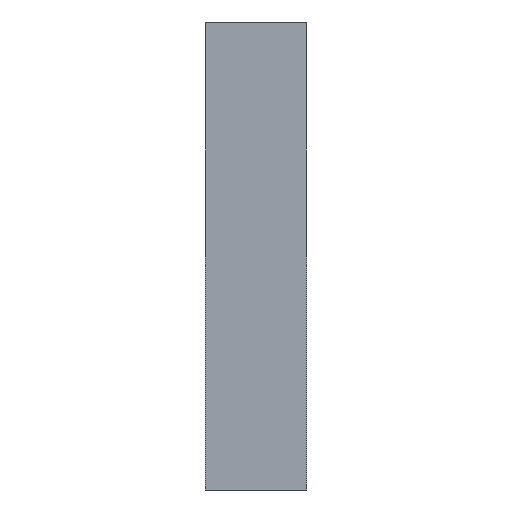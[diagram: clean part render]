
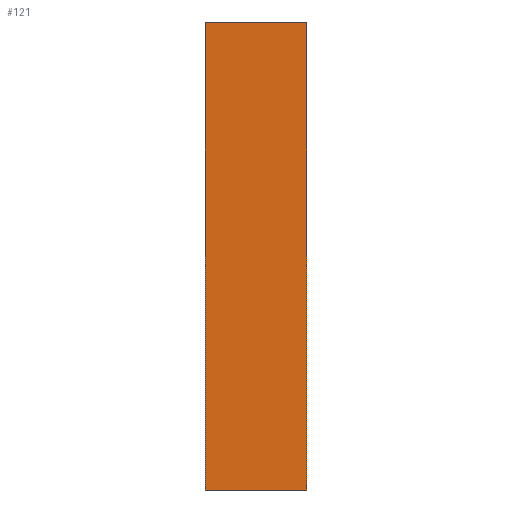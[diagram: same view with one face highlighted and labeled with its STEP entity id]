
A CAD part, left-side view. The second image highlights one B-rep face of the part: STEP entity #121.
In plain terms, the highlighted planar face has unit normal (-1, 0, 0).
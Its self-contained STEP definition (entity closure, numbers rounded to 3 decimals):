
#11 = LINE ( 'NONE', #3344, #1490 ) ;
#34 = VERTEX_POINT ( 'NONE', #602 ) ;
#59 = ORIENTED_EDGE ( 'NONE', *, *, #2686, .F. ) ;
#121 = ADVANCED_FACE ( 'NONE', ( #1363 ), #2918, .T. ) ;
#235 = DIRECTION ( 'NONE',  ( 0., 0., 1. ) ) ;
#321 = ORIENTED_EDGE ( 'NONE', *, *, #2022, .F. ) ;
#325 = DIRECTION ( 'NONE',  ( 0., -1., 0. ) ) ;
#336 = CARTESIAN_POINT ( 'NONE',  ( -55., -4., 0. ) ) ;
#371 = EDGE_CURVE ( 'NONE', #2588, #1253, #11, .T. ) ;
#461 = VECTOR ( 'NONE', #824, 1000. ) ;
#602 = CARTESIAN_POINT ( 'NONE',  ( -55., 4., 37. ) ) ;
#657 = EDGE_LOOP ( 'NONE', ( #59, #2798, #321, #1263 ) ) ;
#665 = AXIS2_PLACEMENT_3D ( 'NONE', #1129, #3229, #325 ) ;
#714 = CARTESIAN_POINT ( 'NONE',  ( -55., -4., 37. ) ) ;
#730 = LINE ( 'NONE', #2001, #2390 ) ;
#799 = DIRECTION ( 'NONE',  ( 0., -1., 0. ) ) ;
#824 = DIRECTION ( 'NONE',  ( 0., 1., 0. ) ) ;
#965 = CARTESIAN_POINT ( 'NONE',  ( -55., 4., 0. ) ) ;
#1129 = CARTESIAN_POINT ( 'NONE',  ( -55., 4., 0. ) ) ;
#1226 = EDGE_CURVE ( 'NONE', #2441, #34, #730, .T. ) ;
#1253 = VERTEX_POINT ( 'NONE', #714 ) ;
#1263 = ORIENTED_EDGE ( 'NONE', *, *, #1226, .F. ) ;
#1363 = FACE_OUTER_BOUND ( 'NONE', #657, .T. ) ;
#1410 = LINE ( 'NONE', #336, #461 ) ;
#1490 = VECTOR ( 'NONE', #235, 1000. ) ;
#2001 = CARTESIAN_POINT ( 'NONE',  ( -55., 4., 0. ) ) ;
#2022 = EDGE_CURVE ( 'NONE', #34, #1253, #2364, .T. ) ;
#2094 = CARTESIAN_POINT ( 'NONE',  ( -55., -4., 0. ) ) ;
#2364 = LINE ( 'NONE', #2909, #2495 ) ;
#2390 = VECTOR ( 'NONE', #2539, 1000. ) ;
#2441 = VERTEX_POINT ( 'NONE', #965 ) ;
#2495 = VECTOR ( 'NONE', #799, 1000. ) ;
#2539 = DIRECTION ( 'NONE',  ( 0., 0., 1. ) ) ;
#2588 = VERTEX_POINT ( 'NONE', #2094 ) ;
#2686 = EDGE_CURVE ( 'NONE', #2588, #2441, #1410, .T. ) ;
#2798 = ORIENTED_EDGE ( 'NONE', *, *, #371, .T. ) ;
#2909 = CARTESIAN_POINT ( 'NONE',  ( -55., -4., 37. ) ) ;
#2918 = PLANE ( 'NONE',  #665 ) ;
#3229 = DIRECTION ( 'NONE',  ( -1., 0., 0. ) ) ;
#3344 = CARTESIAN_POINT ( 'NONE',  ( -55., -4., 0. ) ) ;
